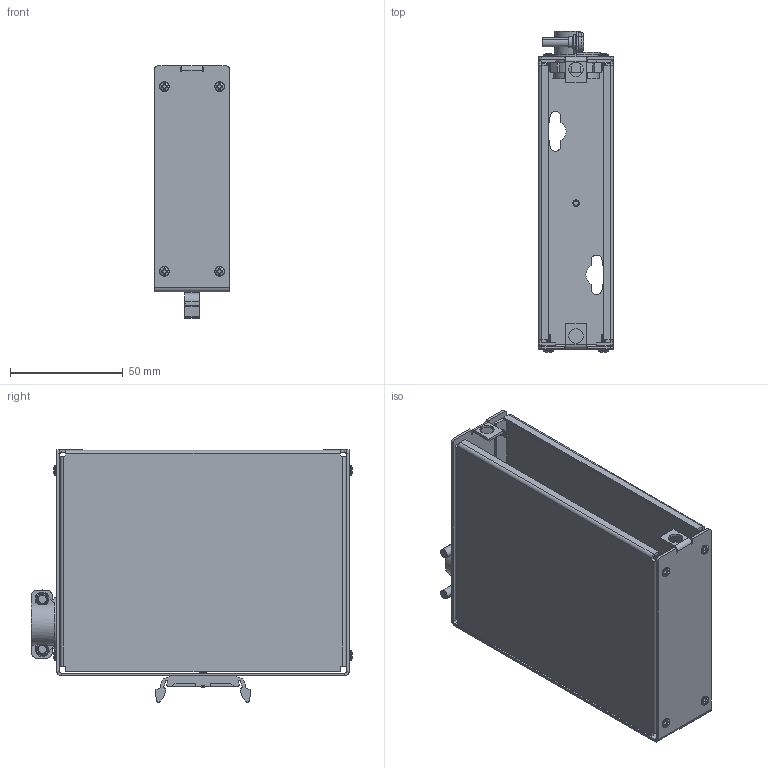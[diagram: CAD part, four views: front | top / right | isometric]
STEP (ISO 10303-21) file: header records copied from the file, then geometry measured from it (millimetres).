
FILE_DESCRIPTION (( 'STEP AP214' ), '1' );
FILE_NAME ('FSP-1DIN_3D.STEP', '2022-01-24T22:17:23', ( '' ), ( '' ), 'SwSTEP 2.0', 'SolidWorks 2021', '' );
FILE_SCHEMA (( 'AUTOMOTIVE_DESIGN' ));
Length unit declared in the file: inch
Products named in the file (11): 3AA01-025_8-32 X .625 PAN HEAD SCREW; 1AJ09-001-MA2; 1AJ02-106_91790A108; FSP-1DIN-MA1; 90272A077_90272A077; FSP-1DIN_3D; 1AJ09-001-MA1; 1AJ09-001; 2500-288; FSP-1DIN-MA2 ; 1AJ09-001-MA3
Assembly tree (19 placements, depth 3):
  FSP-1DIN_3D
    FSP-1DIN-MA1
    FSP-1DIN-MA2   x2
    1AJ09-001
      1AJ09-001-MA2
      1AJ09-001-MA3
      3AA01-025_8-32 X .625 PAN HEAD SCREW  x2
    1AJ09-001-MA1
    90272A077_90272A077  x8
    2500-288
    1AJ02-106_91790A108
Bounding box: 33.27 x 142.19 x 111.72 mm (x, y, z)
Volume: 51034.3 mm3; surface area: 85773.8 mm2
Topology: 18 solids, 18 shells, 1509 faces, 4241 edges, 2780 vertices
Faces by surface type: cylinder 904, plane 429, cone 86, torus 40, bspline 30, sphere 20
Entity records: 23505 total; most frequent: CARTESIAN_POINT 6636, ORIENTED_EDGE 3166, DIRECTION 2832, EDGE_CURVE 1583, VERTEX_POINT 1029, AXIS2_PLACEMENT_3D 984, LINE 864, VECTOR 864
